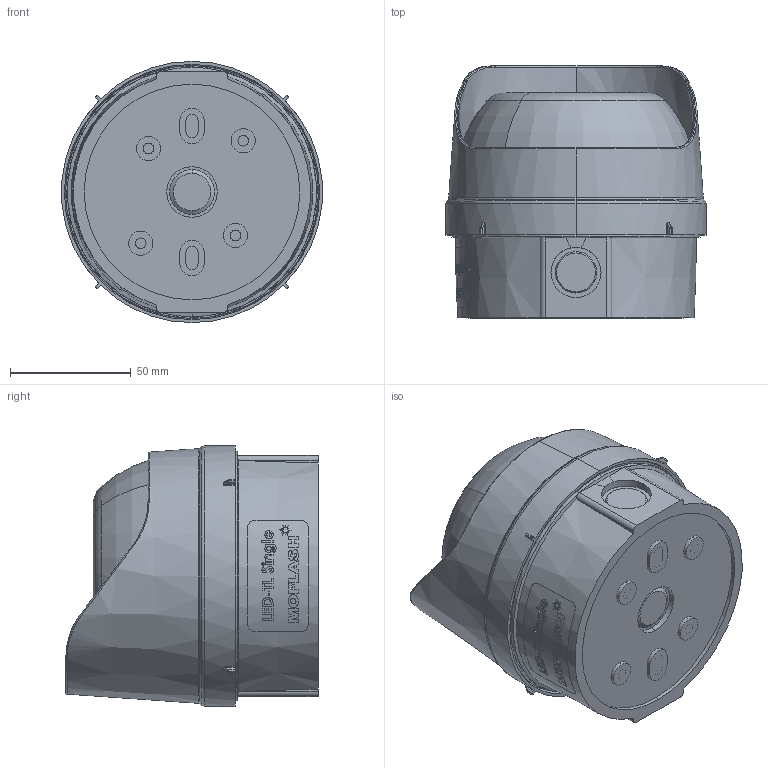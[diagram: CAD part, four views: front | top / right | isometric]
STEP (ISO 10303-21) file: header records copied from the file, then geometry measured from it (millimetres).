
FILE_DESCRIPTION (( 'STEP AP214' ), '1' );
FILE_NAME ('Moflash LED-TL Single (Surface Mount).STEP', '2016-03-23T14:08:32', ( '' ), ( '' ), 'SwSTEP 2.0', 'SolidWorks 2016', '' );
FILE_SCHEMA (( 'AUTOMOTIVE_DESIGN' ));
Length unit declared in the file: millimetre
Products named in the file (2): Moflash LED-TL Single (Surface Mount)
Bounding box: 107.6 x 104.28 x 108 mm (x, y, z)
Volume: 139804.6 mm3; surface area: 128112.8 mm2
Topology: 4 solids, 4 shells, 689 faces, 1649 edges, 1030 vertices
Faces by surface type: plane 219, bspline 146, cone 139, torus 105, cylinder 72, sphere 8
Entity records: 34629 total; most frequent: CARTESIAN_POINT 11892, ORIENTED_EDGE 3294, DIRECTION 2917, EDGE_CURVE 1647, AXIS2_PLACEMENT_3D 1222, VERTEX_POINT 1030, EDGE_LOOP 755, UNCERTAINTY_MEASURE_WITH_UNIT 695
